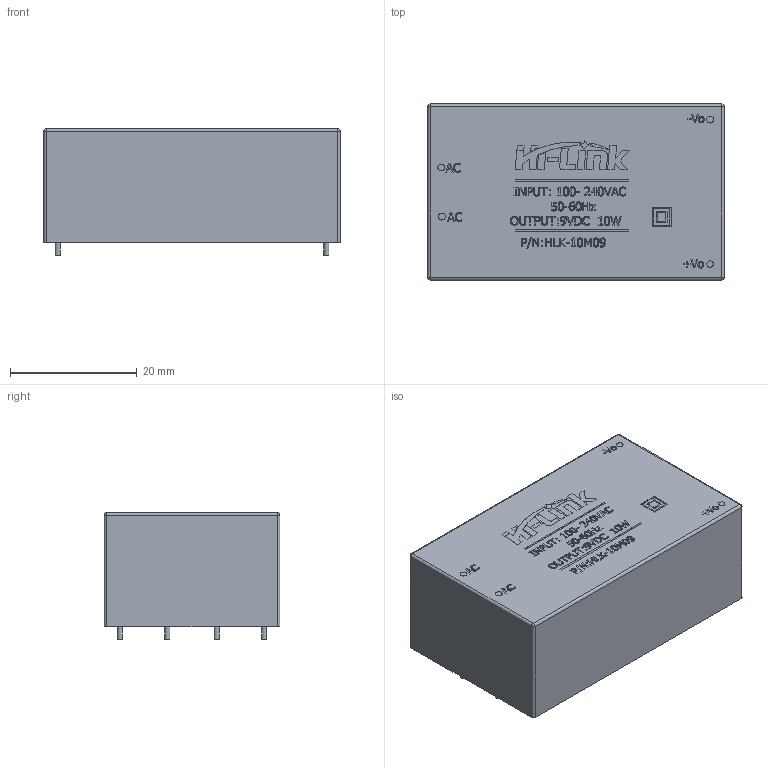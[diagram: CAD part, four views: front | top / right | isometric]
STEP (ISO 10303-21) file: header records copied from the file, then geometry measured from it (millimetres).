
FILE_DESCRIPTION(/* description */ (''),/* implementation_level */ '2;1');
FILE_NAME(/* name */ 'HLK-10M09.stp',/* time_stamp */ '2020-09-30T10:42:40-03:00',/* author */ ('laguerre'),/* organization */ (''),/* preprocessor_version */ 'ST-DEVELOPER v17',/* originating_system */ 'Autodesk Inventor 2018',/* authorisation */ '');
FILE_SCHEMA (('AUTOMOTIVE_DESIGN { 1 0 10303 214 3 1 1 }'));
Length unit declared in the file: millimetre
Products named in the file (1): HLK-10M
Bounding box: 46.9 x 27.8 x 20.01 mm (x, y, z)
Volume: 23466.1 mm3; surface area: 5284.6 mm2
Topology: 1 solids, 1 shells, 935 faces, 2457 edges, 1634 vertices
Faces by surface type: plane 572, bspline 330, cylinder 29, sphere 4
Full cylindrical faces by diameter (mm): 0.8 x4, 1.004 x1, 1.066 x1, 1.07 x1, 1.094 x1
Entity records: 31342 total; most frequent: CARTESIAN_POINT 10303, ORIENTED_EDGE 4914, DIRECTION 3067, EDGE_CURVE 2457, LINE 1739, VECTOR 1739, VERTEX_POINT 1634, EDGE_LOOP 1045
